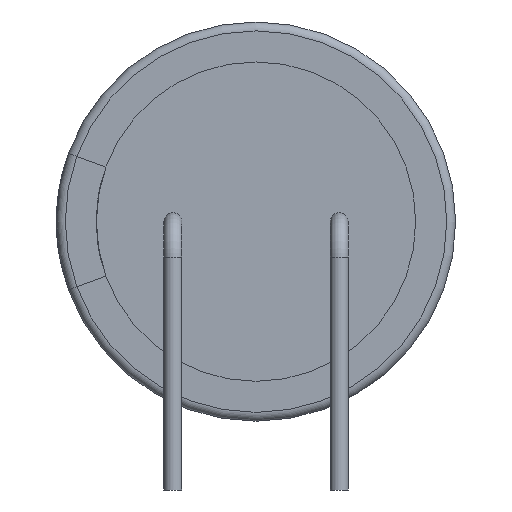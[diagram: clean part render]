
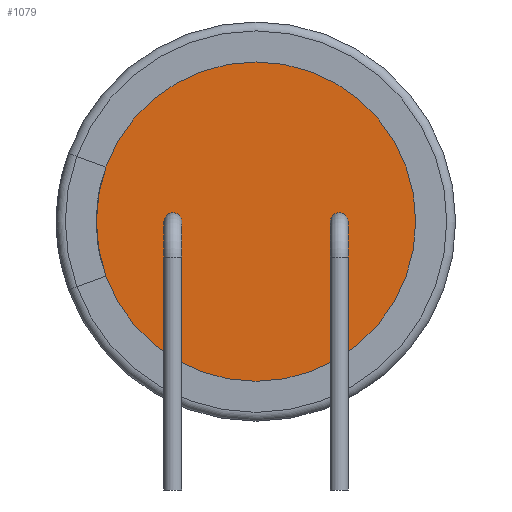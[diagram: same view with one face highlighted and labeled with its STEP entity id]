
A CAD part, front view. The second image highlights one B-rep face of the part: STEP entity #1079.
In plain terms, the highlighted planar face has unit normal (0, -1, 0).
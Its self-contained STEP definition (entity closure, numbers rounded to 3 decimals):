
#1079=ADVANCED_FACE('',(#2030,#2032,#2034),#2036,.T.);
#2030=FACE_BOUND('',#2031,.T.);
#2031=EDGE_LOOP('',(#2782));
#2032=FACE_BOUND('',#2033,.T.);
#2033=EDGE_LOOP('',(#2783));
#2034=FACE_BOUND('',#2035,.T.);
#2035=EDGE_LOOP('',(#2784));
#2036=PLANE('',#2037);
#2037=AXIS2_PLACEMENT_3D('',#2038,#2039,#2040);
#2038=CARTESIAN_POINT('',(0.,3.3,0.));
#2039=DIRECTION('',(0.,-1.,0.));
#2040=DIRECTION('',(-1.,0.,0.));
#2782=ORIENTED_EDGE('',*,*,#3128,.T.);
#2783=ORIENTED_EDGE('',*,*,#3167,.F.);
#2784=ORIENTED_EDGE('',*,*,#3168,.F.);
#3128=EDGE_CURVE('',#3673,#3673,#3674,.T.);
#3167=EDGE_CURVE('',#3733,#3733,#3734,.F.);
#3168=EDGE_CURVE('',#3735,#3735,#3736,.T.);
#3673=VERTEX_POINT('',#6101);
#3674=CIRCLE('',#6102,7.2);
#3733=VERTEX_POINT('',#6381);
#3734=CIRCLE('',#6382,0.4);
#3735=VERTEX_POINT('',#6386);
#3736=CIRCLE('',#6387,0.4);
#6101=CARTESIAN_POINT('',(-7.2,3.3,9.1));
#6102=AXIS2_PLACEMENT_3D('',#6103,#6104,#6105);
#6103=CARTESIAN_POINT('',(0.,3.3,9.1));
#6104=DIRECTION('',(0.,-1.,0.));
#6105=DIRECTION('',(-1.,0.,0.));
#6381=CARTESIAN_POINT('',(4.15,3.3,9.1));
#6382=AXIS2_PLACEMENT_3D('',#6383,#6384,#6385);
#6383=CARTESIAN_POINT('',(3.75,3.3,9.1));
#6384=DIRECTION('',(0.,1.,0.));
#6385=DIRECTION('',(1.,0.,0.));
#6386=CARTESIAN_POINT('',(-4.15,3.3,9.1));
#6387=AXIS2_PLACEMENT_3D('',#6388,#6389,#6390);
#6388=CARTESIAN_POINT('',(-3.75,3.3,9.1));
#6389=DIRECTION('',(0.,-1.,0.));
#6390=DIRECTION('',(-1.,0.,0.));
